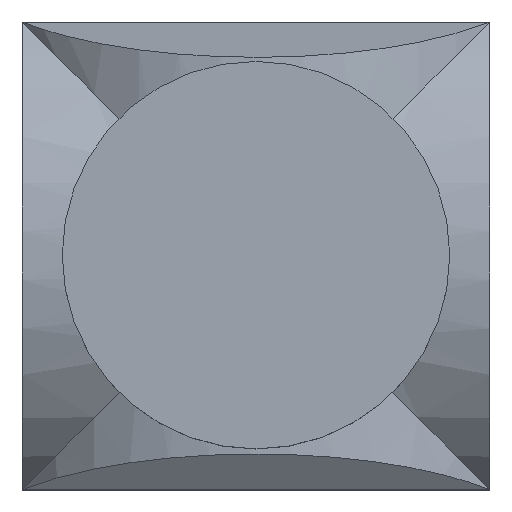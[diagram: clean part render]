
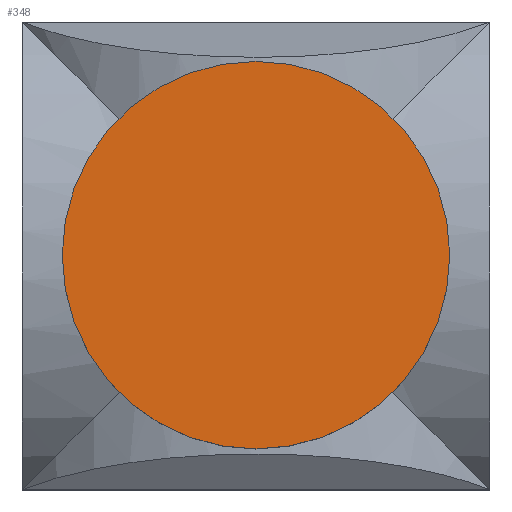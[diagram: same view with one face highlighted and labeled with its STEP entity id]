
A CAD part, top view. The second image highlights one B-rep face of the part: STEP entity #348.
In plain terms, the highlighted planar face has unit normal (0, 0, 1).
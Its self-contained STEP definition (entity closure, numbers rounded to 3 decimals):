
#39=PLANE('',#401);
#53=FACE_OUTER_BOUND('',#75,.T.);
#75=EDGE_LOOP('',(#256,#257));
#140=CIRCLE('',#399,9.28);
#141=CIRCLE('',#400,9.28);
#164=VERTEX_POINT('',#583);
#165=VERTEX_POINT('',#584);
#199=EDGE_CURVE('',#164,#165,#140,.T.);
#200=EDGE_CURVE('',#165,#164,#141,.T.);
#256=ORIENTED_EDGE('',*,*,#199,.T.);
#257=ORIENTED_EDGE('',*,*,#200,.T.);
#348=ADVANCED_FACE('',(#53),#39,.T.);
#399=AXIS2_PLACEMENT_3D('',#585,#468,#469);
#400=AXIS2_PLACEMENT_3D('',#586,#470,#471);
#401=AXIS2_PLACEMENT_3D('',#588,#473,#474);
#468=DIRECTION('center_axis',(0.,0.,1.));
#469=DIRECTION('ref_axis',(1.,0.,0.));
#470=DIRECTION('center_axis',(0.,0.,1.));
#471=DIRECTION('ref_axis',(1.,0.,0.));
#473=DIRECTION('center_axis',(0.,0.,1.));
#474=DIRECTION('ref_axis',(1.,0.,0.));
#583=CARTESIAN_POINT('',(20.48,11.2,27.));
#584=CARTESIAN_POINT('',(1.92,11.2,27.));
#585=CARTESIAN_POINT('Origin',(11.2,11.2,27.));
#586=CARTESIAN_POINT('Origin',(11.2,11.2,27.));
#588=CARTESIAN_POINT('Origin',(11.2,11.2,27.));
